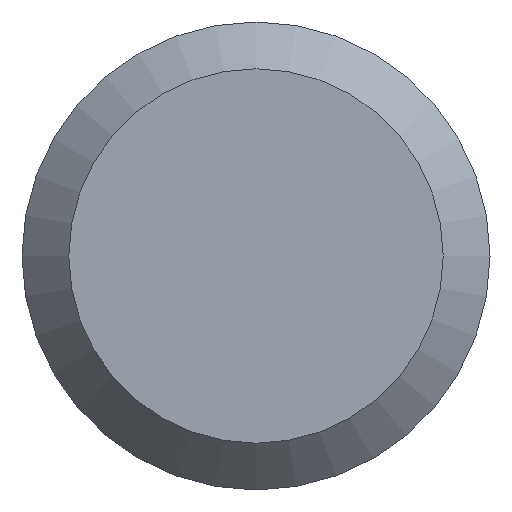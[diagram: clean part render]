
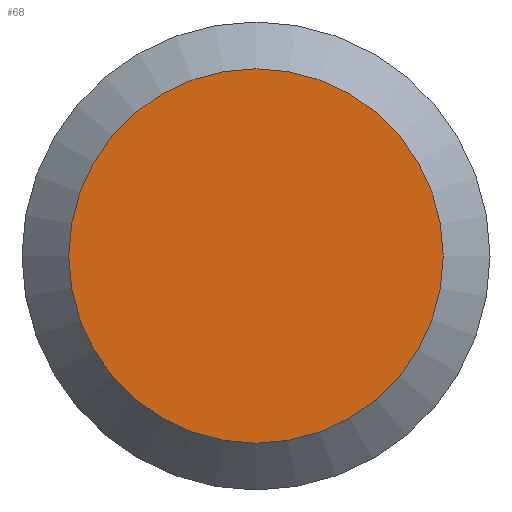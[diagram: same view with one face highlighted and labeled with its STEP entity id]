
A CAD part, left-side view. The second image highlights one B-rep face of the part: STEP entity #68.
In plain terms, the highlighted planar face has unit normal (-1, 0, 0).
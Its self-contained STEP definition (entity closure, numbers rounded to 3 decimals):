
#5 = AXIS2_PLACEMENT_3D ( 'NONE', #6, #29, #31 ) ;
#6 = CARTESIAN_POINT ( 'NONE',  ( 0., 1.1, 0. ) ) ;
#14 = VERTEX_POINT ( 'NONE', #117 ) ;
#21 = FACE_OUTER_BOUND ( 'NONE', #41, .T. ) ;
#25 = PLANE ( 'NONE',  #5 ) ;
#26 = CARTESIAN_POINT ( 'NONE',  ( 0., 0., 0. ) ) ;
#27 = DIRECTION ( 'NONE',  ( -1., 0., 0. ) ) ;
#28 = DIRECTION ( 'NONE',  ( 0., 0., -1. ) ) ;
#29 = DIRECTION ( 'NONE',  ( 1., 0., 0. ) ) ;
#31 = DIRECTION ( 'NONE',  ( 0., 0., -1. ) ) ;
#37 = EDGE_CURVE ( 'NONE', #14, #14, #81, .T. ) ;
#41 = EDGE_LOOP ( 'NONE', ( #139 ) ) ;
#68 = ADVANCED_FACE ( 'NONE', ( #21 ), #25, .F. ) ;
#81 = CIRCLE ( 'NONE', #151, 0.88 ) ;
#117 = CARTESIAN_POINT ( 'NONE',  ( 0., 0., -0.88 ) ) ;
#139 = ORIENTED_EDGE ( 'NONE', *, *, #37, .T. ) ;
#151 = AXIS2_PLACEMENT_3D ( 'NONE', #26, #27, #28 ) ;
